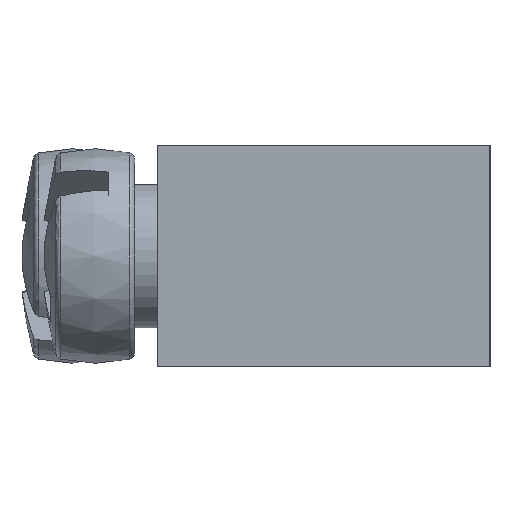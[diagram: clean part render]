
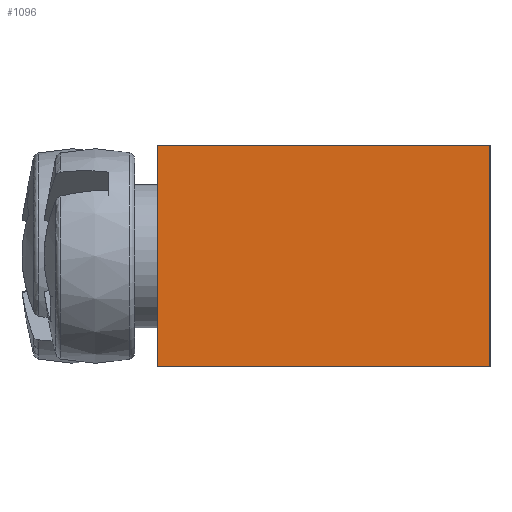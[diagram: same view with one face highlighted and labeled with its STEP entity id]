
A CAD part, left-side view. The second image highlights one B-rep face of the part: STEP entity #1096.
In plain terms, the highlighted planar face has unit normal (-1, 0, 0).
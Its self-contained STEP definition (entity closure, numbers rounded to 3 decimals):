
#63=LINE('',#1696,#97);
#65=LINE('',#1719,#99);
#70=LINE('',#2023,#104);
#71=LINE('',#2025,#105);
#97=VECTOR('',#1298,9.);
#99=VECTOR('',#1320,9.);
#104=VECTOR('',#1443,6.);
#105=VECTOR('',#1446,6.);
#132=PLANE('',#1205);
#349=FACE_OUTER_BOUND('',#471,.T.);
#471=EDGE_LOOP('',(#859,#860,#861,#862));
#534=VERTEX_POINT('',#1689);
#537=VERTEX_POINT('',#1694);
#547=VERTEX_POINT('',#1716);
#548=VERTEX_POINT('',#1718);
#638=EDGE_CURVE('',#537,#534,#63,.T.);
#648=EDGE_CURVE('',#547,#548,#65,.T.);
#688=EDGE_CURVE('',#548,#537,#70,.T.);
#689=EDGE_CURVE('',#534,#547,#71,.T.);
#859=ORIENTED_EDGE('',*,*,#688,.F.);
#860=ORIENTED_EDGE('',*,*,#648,.F.);
#861=ORIENTED_EDGE('',*,*,#689,.F.);
#862=ORIENTED_EDGE('',*,*,#638,.F.);
#1096=ADVANCED_FACE('',(#349),#132,.T.);
#1205=AXIS2_PLACEMENT_3D('',#2024,#1444,#1445);
#1298=DIRECTION('',(0.,1.,0.));
#1320=DIRECTION('',(0.,-1.,0.));
#1443=DIRECTION('',(0.,0.,-1.));
#1444=DIRECTION('center_axis',(-1.,0.,0.));
#1445=DIRECTION('ref_axis',(0.,-1.,0.));
#1446=DIRECTION('',(0.,0.,1.));
#1689=CARTESIAN_POINT('',(-32.,4.5,-3.));
#1694=CARTESIAN_POINT('',(-32.,-4.5,-3.));
#1696=CARTESIAN_POINT('',(-32.,-4.5,-3.));
#1716=CARTESIAN_POINT('',(-32.,4.5,3.));
#1718=CARTESIAN_POINT('',(-32.,-4.5,3.));
#1719=CARTESIAN_POINT('',(-32.,-4.5,3.));
#2023=CARTESIAN_POINT('',(-32.,-4.5,0.));
#2024=CARTESIAN_POINT('Origin',(-32.,4.5,0.));
#2025=CARTESIAN_POINT('',(-32.,4.5,0.));
